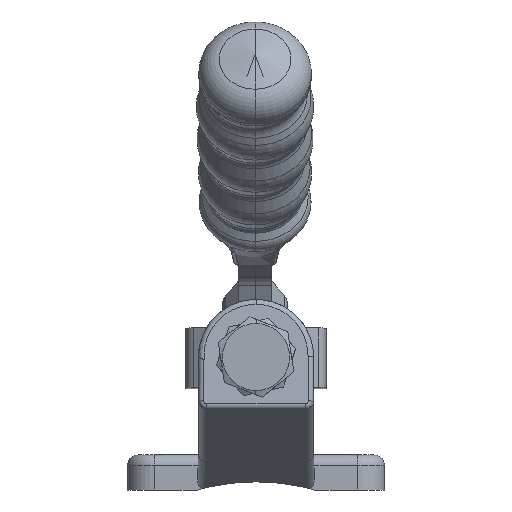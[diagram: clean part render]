
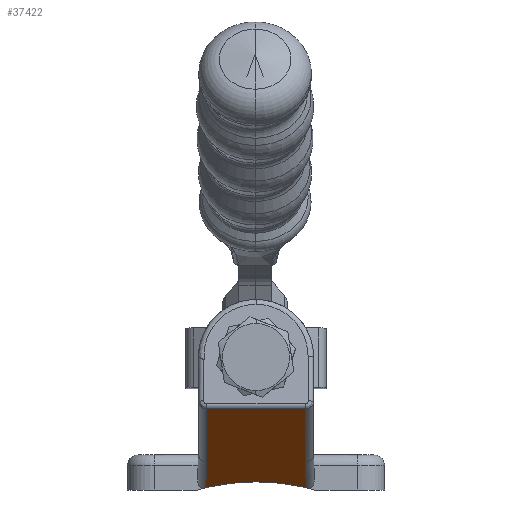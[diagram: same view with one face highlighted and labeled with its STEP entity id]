
A CAD part, left-side view. The second image highlights one B-rep face of the part: STEP entity #37422.
In plain terms, the highlighted planar face has unit normal (-0.566, 0, -0.824).
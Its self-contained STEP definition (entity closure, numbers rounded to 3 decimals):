
#737 = CARTESIAN_POINT ( 'NONE',  ( -2.183, 23.8, 1.5 ) ) ;
#738 = CARTESIAN_POINT ( 'NONE',  ( -2.183, 26.936, 1.5 ) ) ;
#739 = CARTESIAN_POINT ( 'NONE',  ( -1.648, 30.05, 1.133 ) ) ;
#740 = CARTESIAN_POINT ( 'NONE',  ( -0.588, 33.1, 0.404 ) ) ;
#741 =( BOUNDED_CURVE ( )  B_SPLINE_CURVE ( 3, ( #740, #739, #738, #737 ),
 .UNSPECIFIED., .F., .T. ) 
 B_SPLINE_CURVE_WITH_KNOTS ( ( 4, 4 ),
 ( 6.049, 6.283 ),
 .UNSPECIFIED. ) 
 CURVE ( )  GEOMETRIC_REPRESENTATION_ITEM ( )  RATIONAL_B_SPLINE_CURVE ( ( 1., 0.995, 0.995, 1. ) ) 
 REPRESENTATION_ITEM ( '' )  );
#742 = CARTESIAN_POINT ( 'NONE',  ( -0.588, 33.1, 0.404 ) ) ;
#743 = CARTESIAN_POINT ( 'NONE',  ( -2.183, 23.8, 1.5 ) ) ;
#4025 = CARTESIAN_POINT ( 'NONE',  ( -21.81, 32.95, 14.989 ) ) ;
#4026 = CARTESIAN_POINT ( 'NONE',  ( -21.81, 14.65, 14.989 ) ) ;
#4027 = CARTESIAN_POINT ( 'NONE',  ( -7.625, 14.65, 5.241 ) ) ;
#4028 = DIRECTION ( 'NONE',  ( -0.824, 0., 0.566 ) ) ;
#4029 = VECTOR ( 'NONE', #4028, 1000. ) ;
#4030 = CARTESIAN_POINT ( 'NONE',  ( -22.3, 14.65, 15.326 ) ) ;
#4031 = LINE ( 'NONE', #4030, #4029 ) ;
#4128 = LINE ( 'NONE', #4169, #4168 ) ;
#4129 = CARTESIAN_POINT ( 'NONE',  ( -0.588, 14.5, 0.404 ) ) ;
#4130 =( BOUNDED_CURVE ( )  B_SPLINE_CURVE ( 3, ( #4173, #4172, #4171, #4170 ),
 .UNSPECIFIED., .F., .F. ) 
 B_SPLINE_CURVE_WITH_KNOTS ( ( 4, 4 ),
 ( 0., 0.235 ),
 .UNSPECIFIED. ) 
 CURVE ( )  GEOMETRIC_REPRESENTATION_ITEM ( )  RATIONAL_B_SPLINE_CURVE ( ( 1., 0.995, 0.995, 1. ) ) 
 REPRESENTATION_ITEM ( '' )  );
#4131 = DIRECTION ( 'NONE',  ( 0.824, 0.018, -0.566 ) ) ;
#4132 = VECTOR ( 'NONE', #4131, 1000. ) ;
#4133 = CARTESIAN_POINT ( 'NONE',  ( 0.022, 33.113, -0.015 ) ) ;
#4134 = LINE ( 'NONE', #4133, #4132 ) ;
#4135 = CARTESIAN_POINT ( 'NONE',  ( -7.625, 32.95, 5.241 ) ) ;
#4136 = DIRECTION ( 'NONE',  ( 0.824, 0., -0.566 ) ) ;
#4137 = VECTOR ( 'NONE', #4136, 1000. ) ;
#4138 = CARTESIAN_POINT ( 'NONE',  ( 0., 32.95, 0. ) ) ;
#4139 = LINE ( 'NONE', #4138, #4137 ) ;
#4140 = DIRECTION ( 'NONE',  ( 0., 1., 0. ) ) ;
#4141 = VECTOR ( 'NONE', #4140, 1000. ) ;
#4142 = CARTESIAN_POINT ( 'NONE',  ( -21.81, 116.15, 14.989 ) ) ;
#4143 = LINE ( 'NONE', #4142, #4141 ) ;
#4167 = DIRECTION ( 'NONE',  ( -0.824, 0.018, 0.566 ) ) ;
#4168 = VECTOR ( 'NONE', #4167, 1000. ) ;
#4169 = CARTESIAN_POINT ( 'NONE',  ( -9.435, 14.689, 6.485 ) ) ;
#4170 = CARTESIAN_POINT ( 'NONE',  ( -0.588, 14.5, 0.404 ) ) ;
#4171 = CARTESIAN_POINT ( 'NONE',  ( -1.648, 17.55, 1.133 ) ) ;
#4172 = CARTESIAN_POINT ( 'NONE',  ( -2.183, 20.664, 1.5 ) ) ;
#4173 = CARTESIAN_POINT ( 'NONE',  ( -2.183, 23.8, 1.5 ) ) ;
#4185 = DIRECTION ( 'NONE',  ( 0.824, 0., -0.566 ) ) ;
#4186 = DIRECTION ( 'NONE',  ( 0.566, 0., 0.824 ) ) ;
#4187 = CARTESIAN_POINT ( 'NONE',  ( 0., 116.15, 0. ) ) ;
#4188 = AXIS2_PLACEMENT_3D ( 'NONE', #4187, #4186, #4185 ) ;
#4189 = PLANE ( 'NONE',  #4188 ) ;
#4195 = FACE_OUTER_BOUND ( 'NONE', #37338, .T. ) ;
#36300 = VERTEX_POINT ( 'NONE', #743 ) ;
#36302 = EDGE_CURVE ( 'NONE', #36303, #36300, #741, .T. ) ;
#36303 = VERTEX_POINT ( 'NONE', #742 ) ;
#37338 = EDGE_LOOP ( 'NONE', ( #37339, #37401, #37403, #37406, #37408, #37409, #37412 ) ) ;
#37339 = ORIENTED_EDGE ( 'NONE', *, *, #37340, .T. ) ;
#37340 = EDGE_CURVE ( 'NONE', #37341, #37342, #4031, .T. ) ;
#37341 = VERTEX_POINT ( 'NONE', #4027 ) ;
#37342 = VERTEX_POINT ( 'NONE', #4026 ) ;
#37343 = VERTEX_POINT ( 'NONE', #4025 ) ;
#37401 = ORIENTED_EDGE ( 'NONE', *, *, #37402, .T. ) ;
#37402 = EDGE_CURVE ( 'NONE', #37342, #37343, #4143, .T. ) ;
#37403 = ORIENTED_EDGE ( 'NONE', *, *, #37404, .T. ) ;
#37404 = EDGE_CURVE ( 'NONE', #37343, #37405, #4139, .T. ) ;
#37405 = VERTEX_POINT ( 'NONE', #4135 ) ;
#37406 = ORIENTED_EDGE ( 'NONE', *, *, #37407, .T. ) ;
#37407 = EDGE_CURVE ( 'NONE', #37405, #36303, #4134, .T. ) ;
#37408 = ORIENTED_EDGE ( 'NONE', *, *, #36302, .T. ) ;
#37409 = ORIENTED_EDGE ( 'NONE', *, *, #37410, .T. ) ;
#37410 = EDGE_CURVE ( 'NONE', #36300, #37411, #4130, .T. ) ;
#37411 = VERTEX_POINT ( 'NONE', #4129 ) ;
#37412 = ORIENTED_EDGE ( 'NONE', *, *, #37413, .T. ) ;
#37413 = EDGE_CURVE ( 'NONE', #37411, #37341, #4128, .T. ) ;
#37422 = ADVANCED_FACE ( 'NONE', ( #4195 ), #4189, .F. ) ;
